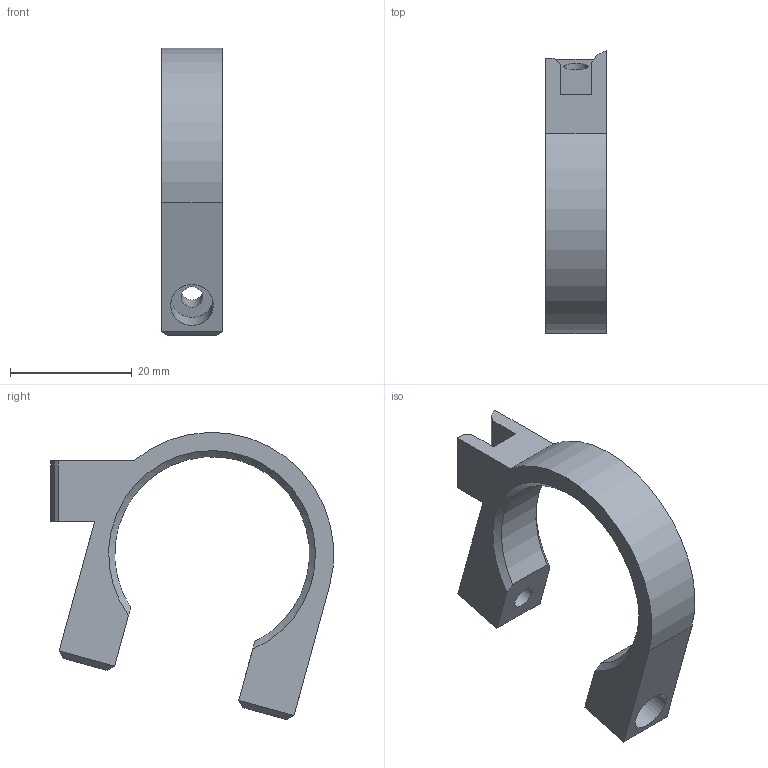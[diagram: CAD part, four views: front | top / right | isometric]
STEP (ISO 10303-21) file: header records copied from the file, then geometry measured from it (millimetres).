
FILE_DESCRIPTION(('FreeCAD Model'),'2;1');
FILE_NAME('Open CASCADE Shape Model','2025-05-24T15:11:04',(''),(''), 'Open CASCADE STEP processor 7.6','FreeCAD','Unknown');
FILE_SCHEMA(('AUTOMOTIVE_DESIGN { 1 0 10303 214 1 1 1 1 }'));
Length unit declared in the file: millimetre
Products named in the file (1): RecorderPart
Bounding box: 10 x 46.49 x 47.2 mm (x, y, z)
Volume: 5767.9 mm3; surface area: 3902.4 mm2
Topology: 1 solids, 1 shells, 34 faces, 83 edges, 52 vertices
Faces by surface type: plane 26, cylinder 6, cone 2
Full cylindrical faces by diameter (mm): 3.5 x1, 4 x1, 7 x1
Entity records: 2127 total; most frequent: CARTESIAN_POINT 398, DIRECTION 326, LINE 211, VECTOR 211, ORIENTED_EDGE 166, PCURVE 166, DEFINITIONAL_REPRESENTATION 166, EDGE_CURVE 83
